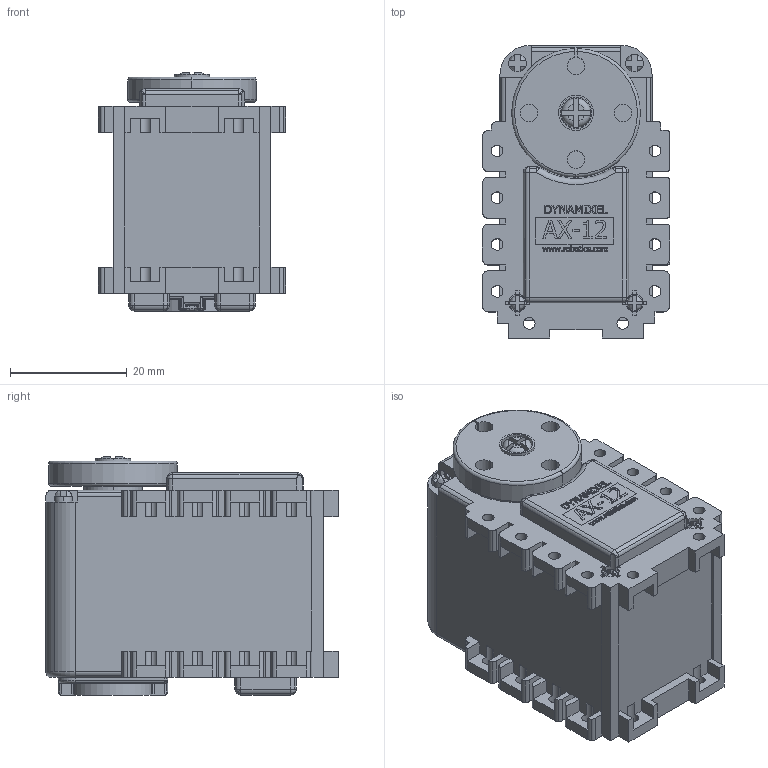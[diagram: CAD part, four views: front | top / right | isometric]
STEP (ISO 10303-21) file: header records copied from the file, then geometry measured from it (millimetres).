
FILE_DESCRIPTION (( 'STEP AP203' ), '1' );
FILE_NAME ('ax-12.step_Default_sldprt.STEP', '2020-09-21T05:51:04', ( '' ), ( '' ), 'SwSTEP 2.0', 'SolidWorks 2019', '' );
FILE_SCHEMA (( 'CONFIG_CONTROL_DESIGN' ));
Length unit declared in the file: millimetre
Products named in the file (1): ax-12.step_Default_sldprt
Bounding box: 32 x 50 x 40.7 mm (x, y, z)
Volume: 43433.2 mm3; surface area: 11056.1 mm2
Topology: 1 solids, 1 shells, 1195 faces, 3189 edges, 2041 vertices
Faces by surface type: plane 705, cylinder 299, bspline 130, sphere 40, torus 21
Entity records: 38311 total; most frequent: CARTESIAN_POINT 8830, ORIENTED_EDGE 6378, DIRECTION 5728, EDGE_CURVE 3189, VECTOR 2182, LINE 2182, VERTEX_POINT 2041, AXIS2_PLACEMENT_3D 1773
